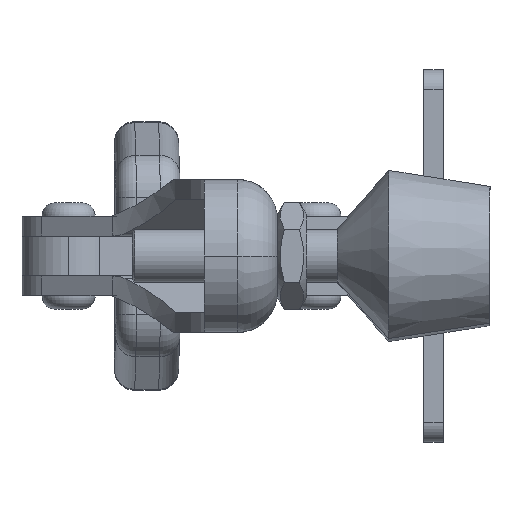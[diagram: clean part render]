
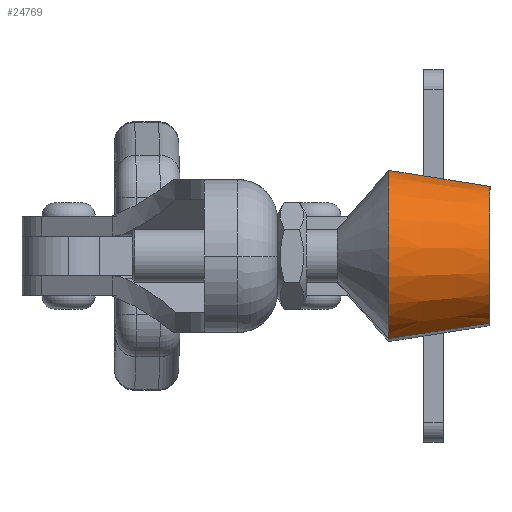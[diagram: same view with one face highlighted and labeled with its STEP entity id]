
A CAD part, left-side view. The second image highlights one B-rep face of the part: STEP entity #24769.
In plain terms, the highlighted conical face has half-angle 9 degrees and reference radius 5.25 mm.
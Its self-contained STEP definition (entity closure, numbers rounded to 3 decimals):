
#1872 = FACE_OUTER_BOUND ( 'NONE', #25235, .T. ) ;
#1881 = CONICAL_SURFACE ( 'NONE', #11831, 5.25, 0.157 ) ;
#5152 = CARTESIAN_POINT ( 'NONE',  ( 0., 7.625, 6.458 ) ) ;
#5153 = CARTESIAN_POINT ( 'NONE',  ( 0., 7.625, -6.458 ) ) ;
#5158 = CARTESIAN_POINT ( 'NONE',  ( 0., 0., 5.25 ) ) ;
#5163 = CARTESIAN_POINT ( 'NONE',  ( 0., 0., -5.25 ) ) ;
#9534 = DIRECTION ( 'NONE',  ( 0., 0., 1. ) ) ;
#9538 = DIRECTION ( 'NONE',  ( 0., 1., 0. ) ) ;
#9539 = CARTESIAN_POINT ( 'NONE',  ( 0., 0., 0. ) ) ;
#11454 = AXIS2_PLACEMENT_3D ( 'NONE', #12008, #12010, #12011 ) ;
#11455 = AXIS2_PLACEMENT_3D ( 'NONE', #12015, #12017, #12018 ) ;
#11831 = AXIS2_PLACEMENT_3D ( 'NONE', #9539, #9538, #9534 ) ;
#11979 = DIRECTION ( 'NONE',  ( 0., 0.988, -0.156 ) ) ;
#11981 = DIRECTION ( 'NONE',  ( 0., 0.988, 0.156 ) ) ;
#11983 = CARTESIAN_POINT ( 'NONE',  ( 0., 0., -5.25 ) ) ;
#11988 = CARTESIAN_POINT ( 'NONE',  ( 0., 0., 5.25 ) ) ;
#12008 = CARTESIAN_POINT ( 'NONE',  ( 0., 7.625, 0. ) ) ;
#12010 = DIRECTION ( 'NONE',  ( 0., -1., 0. ) ) ;
#12011 = DIRECTION ( 'NONE',  ( 0., 0., -1. ) ) ;
#12015 = CARTESIAN_POINT ( 'NONE',  ( 0., 0., 0. ) ) ;
#12017 = DIRECTION ( 'NONE',  ( 0., -1., 0. ) ) ;
#12018 = DIRECTION ( 'NONE',  ( 0., 0., -1. ) ) ;
#13896 = LINE ( 'NONE', #11983, #13904 ) ;
#13904 = VECTOR ( 'NONE', #11979, 1000. ) ;
#13906 = LINE ( 'NONE', #11988, #13911 ) ;
#13911 = VECTOR ( 'NONE', #11981, 1000. ) ;
#13915 = CIRCLE ( 'NONE', #11454, 6.458 ) ;
#13923 = CIRCLE ( 'NONE', #11455, 5.25 ) ;
#19816 = EDGE_CURVE ( 'NONE', #25341, #25331, #13896, .T. ) ;
#19818 = EDGE_CURVE ( 'NONE', #25336, #25330, #13906, .T. ) ;
#19822 = EDGE_CURVE ( 'NONE', #25330, #25331, #13915, .T. ) ;
#19823 = EDGE_CURVE ( 'NONE', #25336, #25341, #13923, .T. ) ;
#22725 = ORIENTED_EDGE ( 'NONE', *, *, #19822, .T. ) ;
#22726 = ORIENTED_EDGE ( 'NONE', *, *, #19818, .T. ) ;
#22727 = ORIENTED_EDGE ( 'NONE', *, *, #19823, .F. ) ;
#22728 = ORIENTED_EDGE ( 'NONE', *, *, #19816, .F. ) ;
#24769 = ADVANCED_FACE ( 'NONE', ( #1872 ), #1881, .T. ) ;
#25235 = EDGE_LOOP ( 'NONE', ( #22728, #22727, #22726, #22725 ) ) ;
#25330 = VERTEX_POINT ( 'NONE', #5152 ) ;
#25331 = VERTEX_POINT ( 'NONE', #5153 ) ;
#25336 = VERTEX_POINT ( 'NONE', #5158 ) ;
#25341 = VERTEX_POINT ( 'NONE', #5163 ) ;
